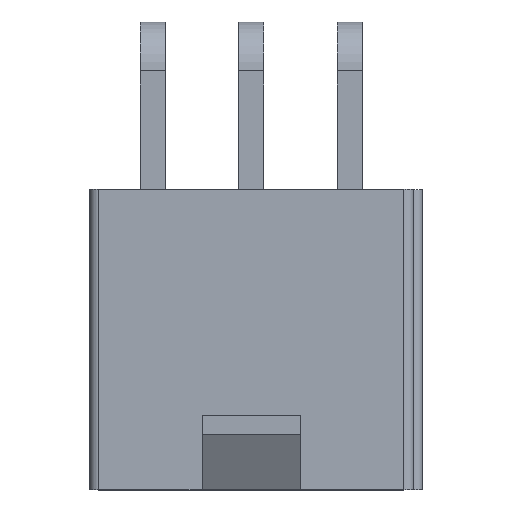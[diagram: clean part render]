
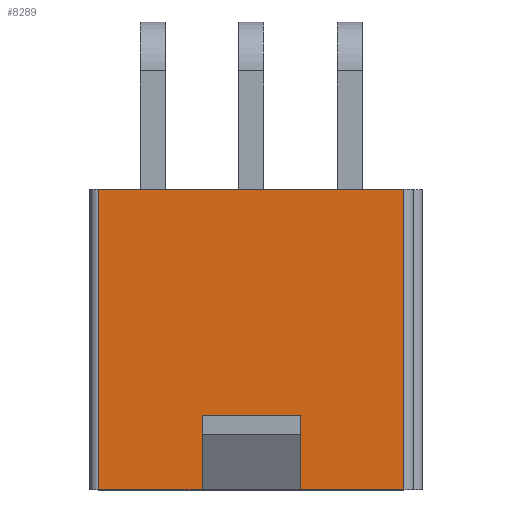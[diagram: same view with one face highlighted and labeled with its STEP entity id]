
A CAD part, top view. The second image highlights one B-rep face of the part: STEP entity #8289.
In plain terms, the highlighted face is a extrusion surface.
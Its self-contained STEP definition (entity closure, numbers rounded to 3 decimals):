
#8289 = ADVANCED_FACE('',(#8290),#8356,.T.);
#8290 = FACE_BOUND('',#8291,.T.);
#8291 = EDGE_LOOP('',(#8292,#8302,#8310,#8318,#8326,#8334,#8342,#8350));
#8292 = ORIENTED_EDGE('',*,*,#8293,.T.);
#8293 = EDGE_CURVE('',#8294,#8296,#8298,.T.);
#8294 = VERTEX_POINT('',#8295);
#8295 = CARTESIAN_POINT('',(-2.1,3.05,
    10.));
#8296 = VERTEX_POINT('',#8297);
#8297 = CARTESIAN_POINT('',(2.1,3.05,10.
    ));
#8298 = LINE('',#8299,#8300);
#8299 = CARTESIAN_POINT('',(-2.1,3.05,10.));
#8300 = VECTOR('',#8301,1.);
#8301 = DIRECTION('',(1.,0.,0.));
#8302 = ORIENTED_EDGE('',*,*,#8303,.T.);
#8303 = EDGE_CURVE('',#8296,#8304,#8306,.T.);
#8304 = VERTEX_POINT('',#8305);
#8305 = CARTESIAN_POINT('',(2.1,0.,
    10.));
#8306 = LINE('',#8307,#8308);
#8307 = CARTESIAN_POINT('',(2.1,3.05,10.));
#8308 = VECTOR('',#8309,1.);
#8309 = DIRECTION('',(0.,-1.,0.));
#8310 = ORIENTED_EDGE('',*,*,#8311,.T.);
#8311 = EDGE_CURVE('',#8304,#8312,#8314,.T.);
#8312 = VERTEX_POINT('',#8313);
#8313 = CARTESIAN_POINT('',(6.5,0.,
    10.));
#8314 = LINE('',#8315,#8316);
#8315 = CARTESIAN_POINT('',(2.1,0.,10.));
#8316 = VECTOR('',#8317,1.);
#8317 = DIRECTION('',(1.,0.,0.));
#8318 = ORIENTED_EDGE('',*,*,#8319,.T.);
#8319 = EDGE_CURVE('',#8312,#8320,#8322,.T.);
#8320 = VERTEX_POINT('',#8321);
#8321 = CARTESIAN_POINT('',(6.5,12.8,
    10.));
#8322 = LINE('',#8323,#8324);
#8323 = CARTESIAN_POINT('',(6.5,0.,
    10.));
#8324 = VECTOR('',#8325,1.);
#8325 = DIRECTION('',(0.,1.,0.));
#8326 = ORIENTED_EDGE('',*,*,#8327,.T.);
#8327 = EDGE_CURVE('',#8320,#8328,#8330,.T.);
#8328 = VERTEX_POINT('',#8329);
#8329 = CARTESIAN_POINT('',(-6.5,12.8,
    10.));
#8330 = LINE('',#8331,#8332);
#8331 = CARTESIAN_POINT('',(6.5,12.8,10.));
#8332 = VECTOR('',#8333,1.);
#8333 = DIRECTION('',(-1.,-0.,0.));
#8334 = ORIENTED_EDGE('',*,*,#8335,.T.);
#8335 = EDGE_CURVE('',#8328,#8336,#8338,.T.);
#8336 = VERTEX_POINT('',#8337);
#8337 = CARTESIAN_POINT('',(-6.5,0.,
    10.));
#8338 = LINE('',#8339,#8340);
#8339 = CARTESIAN_POINT('',(-6.5,12.8,10.));
#8340 = VECTOR('',#8341,1.);
#8341 = DIRECTION('',(0.,-1.,0.));
#8342 = ORIENTED_EDGE('',*,*,#8343,.T.);
#8343 = EDGE_CURVE('',#8336,#8344,#8346,.T.);
#8344 = VERTEX_POINT('',#8345);
#8345 = CARTESIAN_POINT('',(-2.1,0.,
    10.));
#8346 = LINE('',#8347,#8348);
#8347 = CARTESIAN_POINT('',(-6.5,0.,10.));
#8348 = VECTOR('',#8349,1.);
#8349 = DIRECTION('',(1.,0.,0.));
#8350 = ORIENTED_EDGE('',*,*,#8351,.T.);
#8351 = EDGE_CURVE('',#8344,#8294,#8352,.T.);
#8352 = LINE('',#8353,#8354);
#8353 = CARTESIAN_POINT('',(-2.1,0.,
    10.));
#8354 = VECTOR('',#8355,1.);
#8355 = DIRECTION('',(0.,1.,0.));
#8356 = SURFACE_OF_LINEAR_EXTRUSION('',#8357,#8361);
#8357 = LINE('',#8358,#8359);
#8358 = CARTESIAN_POINT('',(-6.5,0.,10.));
#8359 = VECTOR('',#8360,1.);
#8360 = DIRECTION('',(1.,0.,0.));
#8361 = VECTOR('',#8362,1.);
#8362 = DIRECTION('',(0.,1.,0.));
